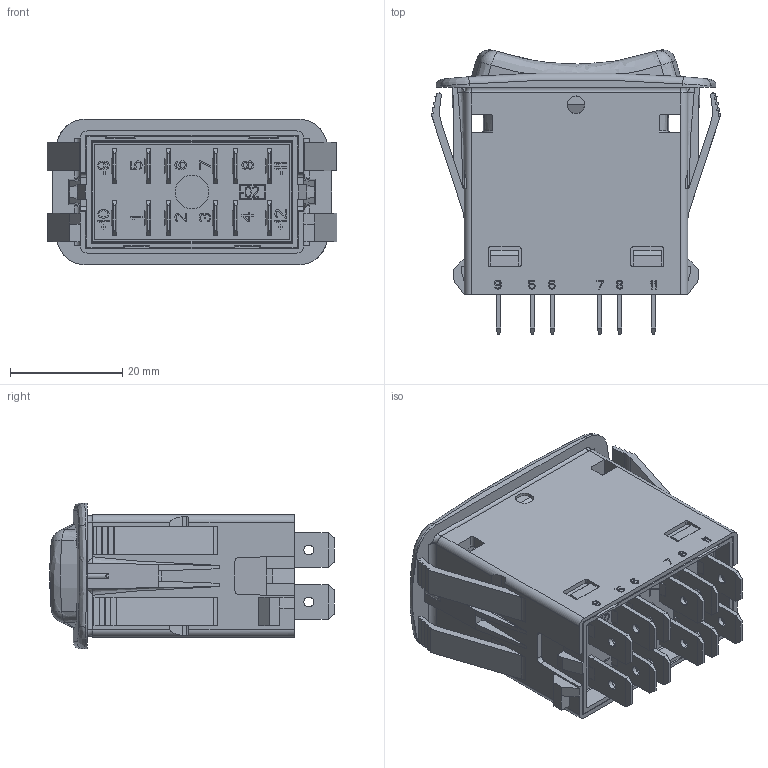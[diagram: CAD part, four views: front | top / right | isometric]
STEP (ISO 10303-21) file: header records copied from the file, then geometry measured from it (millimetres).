
FILE_DESCRIPTION((''),'2;1');
FILE_NAME('LSERIES_250QC_NOGUARD_SW0001','2011-11-17T',('danboyden'),(''),'PRO/ENGINEER BY PARAMETRIC TECHNOLOGY CORPORATION, 2010280','PRO/ENGINEER BY PARAMETRIC TECHNOLOGY CORPORATION, 2010280','');
FILE_SCHEMA(('CONFIG_CONTROL_DESIGN'));
Products named in the file (1): LSERIES_250QC_NOGUARD_SW0001
Bounding box: 51.56 x 50.59 x 25.91 mm (x, y, z)
Volume: 15760 mm3; surface area: 24716.4 mm2
Topology: 1 solids, 1 shells, 3137 faces, 8786 edges, 5734 vertices
Faces by surface type: plane 2498, cylinder 388, bspline 120, cone 62, torus 48, sphere 20, extrusion 1
Entity records: 112818 total; most frequent: CARTESIAN_POINT 33759, ORIENTED_EDGE 17564, DIRECTION 14511, EDGE_CURVE 8782, VECTOR 7213, LINE 7212, VERTEX_POINT 5734, AXIS2_PLACEMENT_3D 3649
